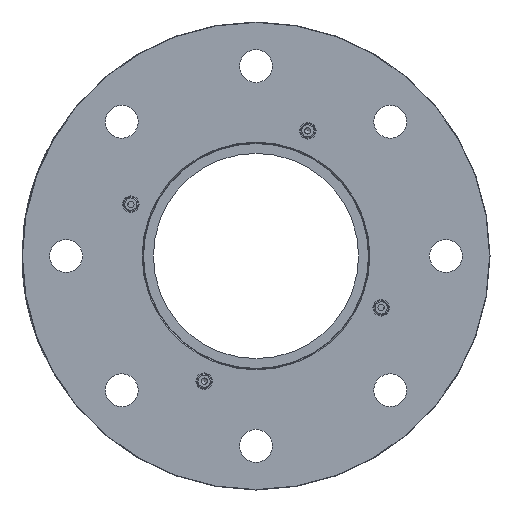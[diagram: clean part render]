
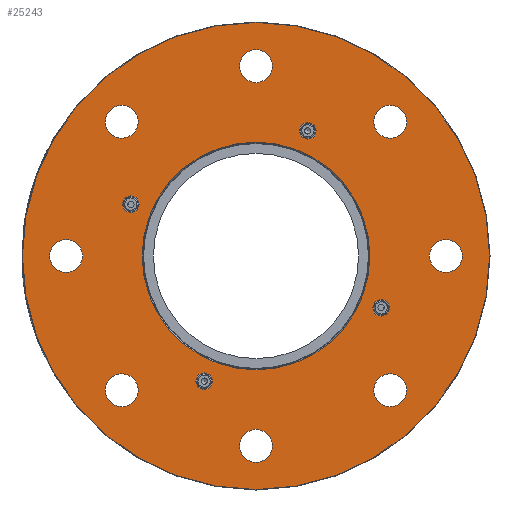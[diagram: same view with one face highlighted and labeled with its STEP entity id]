
A CAD part, left-side view. The second image highlights one B-rep face of the part: STEP entity #25243.
In plain terms, the highlighted planar face has unit normal (-1, 0, 0).
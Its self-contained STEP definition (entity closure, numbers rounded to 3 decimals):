
#470 = CARTESIAN_POINT ( 'NONE',  ( 0., 0., 0. ) ) ;
#698 = ORIENTED_EDGE ( 'NONE', *, *, #8932, .T. ) ;
#1160 = DIRECTION ( 'NONE',  ( -1., 0., 0. ) ) ;
#1526 = FACE_BOUND ( 'NONE', #16901, .T. ) ;
#1755 = VERTEX_POINT ( 'NONE', #41141 ) ;
#1779 = FACE_BOUND ( 'NONE', #39830, .T. ) ;
#2031 = PLANE ( 'NONE',  #21865 ) ;
#2260 = VERTEX_POINT ( 'NONE', #38262 ) ;
#2571 = ORIENTED_EDGE ( 'NONE', *, *, #31966, .F. ) ;
#3502 = DIRECTION ( 'NONE',  ( -1., 0., 0. ) ) ;
#4151 = CIRCLE ( 'NONE', #37464, 113.8 ) ;
#4342 = ORIENTED_EDGE ( 'NONE', *, *, #25706, .F. ) ;
#4966 = AXIS2_PLACEMENT_3D ( 'NONE', #50569, #46919, #11489 ) ;
#5419 = FACE_BOUND ( 'NONE', #5993, .T. ) ;
#5428 = ORIENTED_EDGE ( 'NONE', *, *, #34669, .F. ) ;
#5618 = AXIS2_PLACEMENT_3D ( 'NONE', #8424, #3502, #47272 ) ;
#5833 = EDGE_CURVE ( 'NONE', #43479, #43479, #44895, .T. ) ;
#5993 = EDGE_LOOP ( 'NONE', ( #17122 ) ) ;
#6155 = VERTEX_POINT ( 'NONE', #42148 ) ;
#6772 = DIRECTION ( 'NONE',  ( 0., 0., 1. ) ) ;
#7176 = EDGE_LOOP ( 'NONE', ( #23406 ) ) ;
#7721 = DIRECTION ( 'NONE',  ( -1., 0., 0. ) ) ;
#7768 = CARTESIAN_POINT ( 'NONE',  ( 0., 92.5, 8. ) ) ;
#8147 = DIRECTION ( 'NONE',  ( -1., 0., 0. ) ) ;
#8260 = CIRCLE ( 'NONE', #10783, 8. ) ;
#8331 = EDGE_CURVE ( 'NONE', #11443, #11443, #39170, .T. ) ;
#8424 = CARTESIAN_POINT ( 'NONE',  ( 0., 65.407, 65.407 ) ) ;
#8932 = EDGE_CURVE ( 'NONE', #28644, #28644, #4151, .T. ) ;
#9249 = EDGE_LOOP ( 'NONE', ( #28076 ) ) ;
#9638 = ORIENTED_EDGE ( 'NONE', *, *, #48340, .F. ) ;
#10597 = DIRECTION ( 'NONE',  ( 0., 0., 1. ) ) ;
#10783 = AXIS2_PLACEMENT_3D ( 'NONE', #46547, #30697, #10597 ) ;
#10875 = CARTESIAN_POINT ( 'NONE',  ( 0., -65.407, -57.407 ) ) ;
#11133 = VERTEX_POINT ( 'NONE', #42407 ) ;
#11142 = CARTESIAN_POINT ( 'NONE',  ( 0., -25.257, 60.976 ) ) ;
#11390 = ORIENTED_EDGE ( 'NONE', *, *, #29098, .F. ) ;
#11443 = VERTEX_POINT ( 'NONE', #23679 ) ;
#11489 = DIRECTION ( 'NONE',  ( 0., 0., 1. ) ) ;
#12723 = VERTEX_POINT ( 'NONE', #17917 ) ;
#13243 = CARTESIAN_POINT ( 'NONE',  ( 0., -65.407, 73.407 ) ) ;
#13526 = DIRECTION ( 'NONE',  ( 0., 0., -1. ) ) ;
#13530 = CIRCLE ( 'NONE', #26857, 4. ) ;
#14021 = CARTESIAN_POINT ( 'NONE',  ( 0., 114., 0. ) ) ;
#14791 = DIRECTION ( 'NONE',  ( 0., 0., 1. ) ) ;
#14985 = DIRECTION ( 'NONE',  ( -1., 0., 0. ) ) ;
#15310 = VERTEX_POINT ( 'NONE', #27290 ) ;
#15550 = VERTEX_POINT ( 'NONE', #36139 ) ;
#15683 = CIRCLE ( 'NONE', #22345, 4. ) ;
#16002 = DIRECTION ( 'NONE',  ( 0., 0., 1. ) ) ;
#16391 = EDGE_CURVE ( 'NONE', #1755, #1755, #37255, .T. ) ;
#16815 = DIRECTION ( 'NONE',  ( 0., 0., 1. ) ) ;
#16901 = EDGE_LOOP ( 'NONE', ( #5428 ) ) ;
#17122 = ORIENTED_EDGE ( 'NONE', *, *, #16391, .F. ) ;
#17436 = FACE_BOUND ( 'NONE', #29906, .T. ) ;
#17917 = CARTESIAN_POINT ( 'NONE',  ( 0., 60.976, 29.257 ) ) ;
#18968 = VERTEX_POINT ( 'NONE', #10875 ) ;
#19906 = DIRECTION ( 'NONE',  ( -1., 0., 0. ) ) ;
#20053 = DIRECTION ( 'NONE',  ( -1., 0., 0. ) ) ;
#20204 = EDGE_LOOP ( 'NONE', ( #11390 ) ) ;
#20692 = DIRECTION ( 'NONE',  ( 0., 0., 1. ) ) ;
#21015 = CARTESIAN_POINT ( 'NONE',  ( 0., 60.976, 25.257 ) ) ;
#21077 = VERTEX_POINT ( 'NONE', #13243 ) ;
#21580 = CARTESIAN_POINT ( 'NONE',  ( 0., 0., -113.8 ) ) ;
#21865 = AXIS2_PLACEMENT_3D ( 'NONE', #14021, #49476, #13526 ) ;
#22345 = AXIS2_PLACEMENT_3D ( 'NONE', #27225, #14985, #26975 ) ;
#22449 = AXIS2_PLACEMENT_3D ( 'NONE', #44940, #1160, #16815 ) ;
#22888 = EDGE_CURVE ( 'NONE', #12723, #12723, #25150, .T. ) ;
#23406 = ORIENTED_EDGE ( 'NONE', *, *, #24522, .F. ) ;
#23679 = CARTESIAN_POINT ( 'NONE',  ( 0., -92.5, 8. ) ) ;
#23839 = DIRECTION ( 'NONE',  ( 0., 0., 1. ) ) ;
#23904 = DIRECTION ( 'NONE',  ( 0., 0., 1. ) ) ;
#24068 = CARTESIAN_POINT ( 'NONE',  ( 0., 65.407, -65.407 ) ) ;
#24100 = CARTESIAN_POINT ( 'NONE',  ( 0., -65.407, 65.407 ) ) ;
#24522 = EDGE_CURVE ( 'NONE', #25750, #25750, #13530, .T. ) ;
#25150 = CIRCLE ( 'NONE', #28509, 4. ) ;
#25243 = ADVANCED_FACE ( 'NONE', ( #32066, #40140, #40657, #40924, #47916, #36996, #44018, #36223, #5419, #1779, #37242, #37765, #1526, #17436 ), #2031, .F. ) ;
#25706 = EDGE_CURVE ( 'NONE', #21077, #21077, #44311, .T. ) ;
#25750 = VERTEX_POINT ( 'NONE', #44767 ) ;
#26001 = EDGE_LOOP ( 'NONE', ( #4342 ) ) ;
#26857 = AXIS2_PLACEMENT_3D ( 'NONE', #11142, #7721, #14791 ) ;
#26867 = CARTESIAN_POINT ( 'NONE',  ( 0., 0., -92.5 ) ) ;
#26975 = DIRECTION ( 'NONE',  ( 0., 0., 1. ) ) ;
#27225 = CARTESIAN_POINT ( 'NONE',  ( 0., 25.257, -60.976 ) ) ;
#27290 = CARTESIAN_POINT ( 'NONE',  ( 0., 0., 55.462 ) ) ;
#27837 = DIRECTION ( 'NONE',  ( -1., 0., 0. ) ) ;
#28076 = ORIENTED_EDGE ( 'NONE', *, *, #5833, .F. ) ;
#28509 = AXIS2_PLACEMENT_3D ( 'NONE', #21015, #36907, #44186 ) ;
#28644 = VERTEX_POINT ( 'NONE', #21580 ) ;
#28805 = DIRECTION ( 'NONE',  ( -1., 0., 0. ) ) ;
#29098 = EDGE_CURVE ( 'NONE', #42925, #42925, #50573, .T. ) ;
#29906 = EDGE_LOOP ( 'NONE', ( #32885 ) ) ;
#30697 = DIRECTION ( 'NONE',  ( -1., 0., 0. ) ) ;
#31446 = EDGE_LOOP ( 'NONE', ( #48380 ) ) ;
#31966 = EDGE_CURVE ( 'NONE', #2260, #2260, #15683, .T. ) ;
#32066 = FACE_OUTER_BOUND ( 'NONE', #33254, .T. ) ;
#32885 = ORIENTED_EDGE ( 'NONE', *, *, #8331, .F. ) ;
#33254 = EDGE_LOOP ( 'NONE', ( #698 ) ) ;
#33897 = EDGE_CURVE ( 'NONE', #11133, #11133, #44024, .T. ) ;
#34356 = CARTESIAN_POINT ( 'NONE',  ( 0., 65.407, 73.407 ) ) ;
#34669 = EDGE_CURVE ( 'NONE', #18968, #18968, #8260, .T. ) ;
#35234 = CIRCLE ( 'NONE', #49322, 8. ) ;
#35527 = DIRECTION ( 'NONE',  ( 0., 0., 1. ) ) ;
#36139 = CARTESIAN_POINT ( 'NONE',  ( 0., 65.407, -57.407 ) ) ;
#36223 = FACE_BOUND ( 'NONE', #7176, .T. ) ;
#36673 = ORIENTED_EDGE ( 'NONE', *, *, #33897, .F. ) ;
#36907 = DIRECTION ( 'NONE',  ( -1., 0., 0. ) ) ;
#36996 = FACE_BOUND ( 'NONE', #38697, .T. ) ;
#37242 = FACE_BOUND ( 'NONE', #49184, .T. ) ;
#37255 = CIRCLE ( 'NONE', #44716, 4. ) ;
#37464 = AXIS2_PLACEMENT_3D ( 'NONE', #470, #20053, #47136 ) ;
#37765 = FACE_BOUND ( 'NONE', #31446, .T. ) ;
#38262 = CARTESIAN_POINT ( 'NONE',  ( 0., 25.257, -56.976 ) ) ;
#38641 = AXIS2_PLACEMENT_3D ( 'NONE', #51140, #50620, #35527 ) ;
#38646 = CIRCLE ( 'NONE', #51005, 55.462 ) ;
#38697 = EDGE_LOOP ( 'NONE', ( #41608 ) ) ;
#39170 = CIRCLE ( 'NONE', #4966, 8. ) ;
#39465 = ORIENTED_EDGE ( 'NONE', *, *, #22888, .F. ) ;
#39830 = EDGE_LOOP ( 'NONE', ( #2571 ) ) ;
#40140 = FACE_BOUND ( 'NONE', #20204, .T. ) ;
#40657 = FACE_BOUND ( 'NONE', #46629, .T. ) ;
#40924 = FACE_BOUND ( 'NONE', #26001, .T. ) ;
#41141 = CARTESIAN_POINT ( 'NONE',  ( 0., -60.976, -21.257 ) ) ;
#41608 = ORIENTED_EDGE ( 'NONE', *, *, #48741, .F. ) ;
#41840 = AXIS2_PLACEMENT_3D ( 'NONE', #24100, #28805, #23839 ) ;
#42148 = CARTESIAN_POINT ( 'NONE',  ( 0., 0., 100.5 ) ) ;
#42407 = CARTESIAN_POINT ( 'NONE',  ( 0., 0., -84.5 ) ) ;
#42925 = VERTEX_POINT ( 'NONE', #34356 ) ;
#43479 = VERTEX_POINT ( 'NONE', #7768 ) ;
#44018 = FACE_BOUND ( 'NONE', #9249, .T. ) ;
#44024 = CIRCLE ( 'NONE', #50681, 8. ) ;
#44186 = DIRECTION ( 'NONE',  ( 0., 0., 1. ) ) ;
#44311 = CIRCLE ( 'NONE', #41840, 8. ) ;
#44716 = AXIS2_PLACEMENT_3D ( 'NONE', #47613, #27837, #23904 ) ;
#44767 = CARTESIAN_POINT ( 'NONE',  ( 0., -25.257, 64.976 ) ) ;
#44895 = CIRCLE ( 'NONE', #22449, 8. ) ;
#44940 = CARTESIAN_POINT ( 'NONE',  ( 0., 92.5, 0. ) ) ;
#46547 = CARTESIAN_POINT ( 'NONE',  ( 0., -65.407, -65.407 ) ) ;
#46629 = EDGE_LOOP ( 'NONE', ( #9638 ) ) ;
#46919 = DIRECTION ( 'NONE',  ( -1., 0., 0. ) ) ;
#47136 = DIRECTION ( 'NONE',  ( 0., 0., -1. ) ) ;
#47272 = DIRECTION ( 'NONE',  ( 0., 0., 1. ) ) ;
#47613 = CARTESIAN_POINT ( 'NONE',  ( 0., -60.976, -25.257 ) ) ;
#47749 = CIRCLE ( 'NONE', #38641, 8. ) ;
#47916 = FACE_BOUND ( 'NONE', #50886, .T. ) ;
#48017 = CARTESIAN_POINT ( 'NONE',  ( 0., 0., 0. ) ) ;
#48340 = EDGE_CURVE ( 'NONE', #6155, #6155, #47749, .T. ) ;
#48380 = ORIENTED_EDGE ( 'NONE', *, *, #48714, .F. ) ;
#48714 = EDGE_CURVE ( 'NONE', #15310, #15310, #38646, .T. ) ;
#48741 = EDGE_CURVE ( 'NONE', #15550, #15550, #35234, .T. ) ;
#49184 = EDGE_LOOP ( 'NONE', ( #39465 ) ) ;
#49322 = AXIS2_PLACEMENT_3D ( 'NONE', #24068, #8147, #20692 ) ;
#49476 = DIRECTION ( 'NONE',  ( 1., 0., 0. ) ) ;
#50040 = DIRECTION ( 'NONE',  ( -1., 0., 0. ) ) ;
#50569 = CARTESIAN_POINT ( 'NONE',  ( 0., -92.5, 0. ) ) ;
#50573 = CIRCLE ( 'NONE', #5618, 8. ) ;
#50620 = DIRECTION ( 'NONE',  ( -1., 0., 0. ) ) ;
#50681 = AXIS2_PLACEMENT_3D ( 'NONE', #26867, #50040, #6772 ) ;
#50886 = EDGE_LOOP ( 'NONE', ( #36673 ) ) ;
#51005 = AXIS2_PLACEMENT_3D ( 'NONE', #48017, #19906, #16002 ) ;
#51140 = CARTESIAN_POINT ( 'NONE',  ( 0., 0., 92.5 ) ) ;
